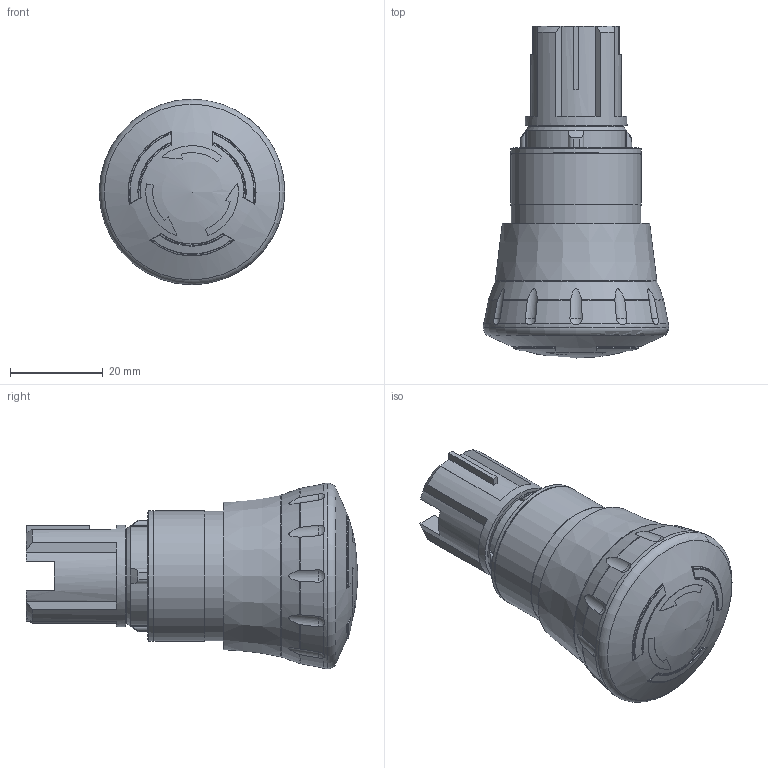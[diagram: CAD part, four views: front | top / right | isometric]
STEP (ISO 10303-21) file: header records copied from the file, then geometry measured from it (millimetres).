
FILE_DESCRIPTION( ( 'Unknown' ), '1' );
FILE_NAME( '1008_45-2D36.1920.000.stp', 'Unknown', ( 'Unknown' ), ( 'Unknown' ), 'PSStep 15.0.49', 'Unknown', ' ' );
FILE_SCHEMA( ( 'AUTOMOTIVE_DESIGN { 1 0 10303 214 1 1 1 1 }' ) );
Length unit declared in the file: millimetre
Products named in the file (1): 0
Bounding box: 39.98 x 71.6 x 40 mm (x, y, z)
Volume: 42705.8 mm3; surface area: 11934.5 mm2
Topology: 1 solids, 1 shells, 245 faces, 702 edges, 466 vertices
Faces by surface type: plane 93, cone 62, cylinder 50, torus 21, sphere 16, bspline 3
Full cylindrical faces by diameter (mm): 11.7 x1, 18 x1, 20 x1, 22 x1, 27.2 x1, 28 x1, 28.2 x1
Entity records: 13731 total; most frequent: CARTESIAN_POINT 2635, ORIENTED_EDGE 1314, DIRECTION 1158, STYLED_ITEM 896, PRESENTATION_STYLE_ASSIGNMENT 896, COLOUR_RGB 896, EDGE_CURVE 657, CURVE_STYLE 651
